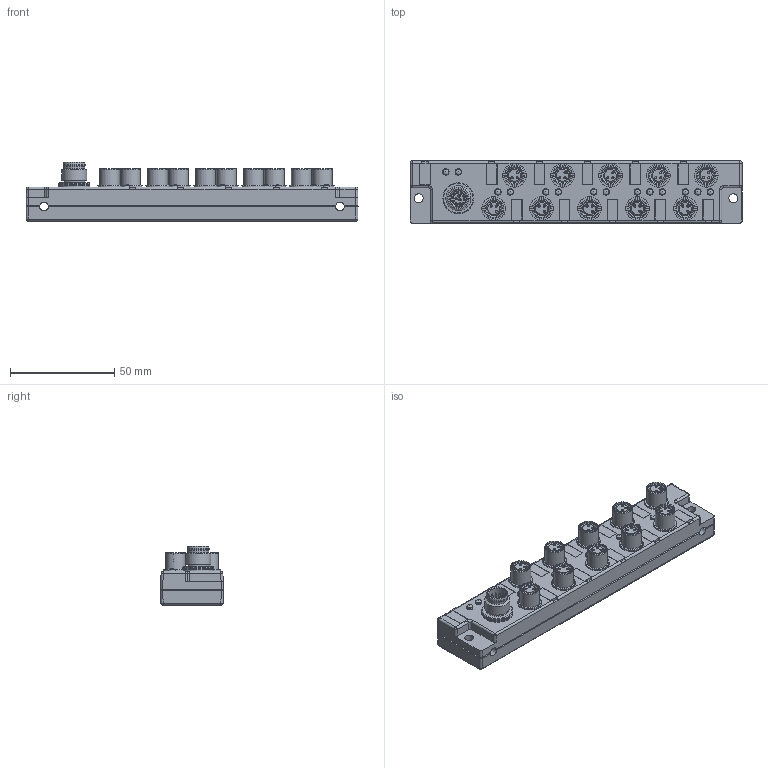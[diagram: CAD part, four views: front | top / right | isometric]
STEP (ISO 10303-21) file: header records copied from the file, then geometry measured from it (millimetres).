
FILE_DESCRIPTION(/* description */ (''),/* implementation_level */ '2;1');
FILE_NAME(/* name */ 'VK001024.stp',/* time_stamp */ '2016-10-11T15:53:33+02:00',/* author */ ('mitarbeiter'),/* organization */ (''),/* preprocessor_version */ 'ST-DEVELOPER v15.2',/* originating_system */ 'Autodesk Inventor 2014',/* authorisation */ '');
FILE_SCHEMA (('AUTOMOTIVE_DESIGN { 1 0 10303 214 3 1 1 }'));
Length unit declared in the file: millimetre
Products named in the file (2): VK001024
Bounding box: 159.4 x 30 x 28.8 mm (x, y, z)
Volume: 80990.2 mm3; surface area: 24828.2 mm2
Topology: 1 solids, 1 shells, 737 faces, 1863 edges, 1226 vertices
Faces by surface type: plane 386, cylinder 199, cone 61, torus 52, sphere 24, bspline 15
Full cylindrical faces by diameter (mm): 0.6 x12, 0.85 x12, 1.05 x30, 1.1 x12, 4.2 x2, 5.7 x10, 7.197 x10, 7.2 x10, 8.197 x10, 8.2 x10, 8.3 x1, 9.5 x10, 10 x1, 10.3 x1, 10.4 x1, 11.4 x10, 12 x1, 14.6 x1, 14.8 x2
Entity records: 20352 total; most frequent: CARTESIAN_POINT 4022, DIRECTION 3375, ORIENTED_EDGE 2840, EDGE_CURVE 1420, AXIS2_PLACEMENT_3D 1252, EDGE_LOOP 1125, VERTEX_POINT 1065, LINE 871
